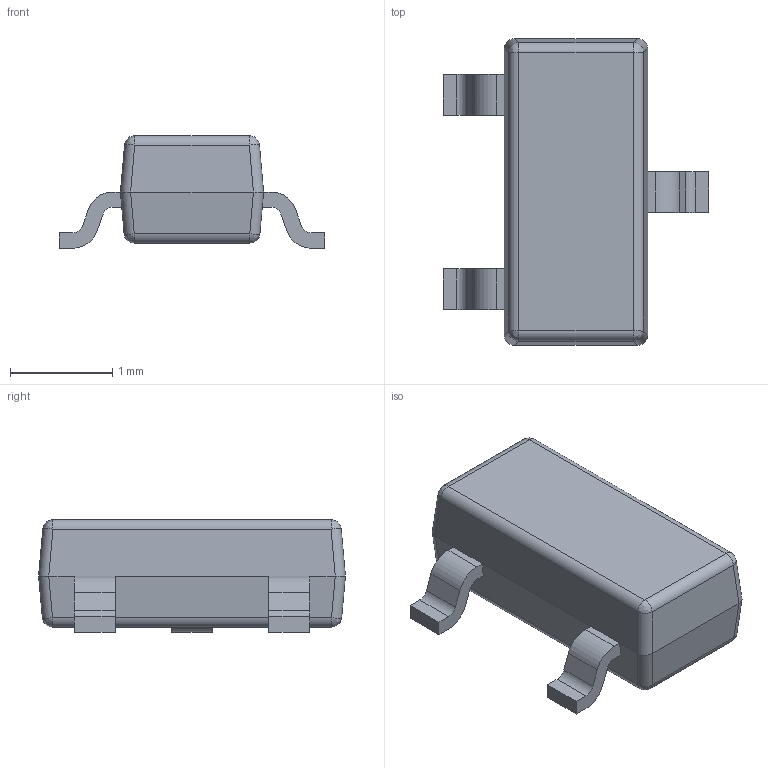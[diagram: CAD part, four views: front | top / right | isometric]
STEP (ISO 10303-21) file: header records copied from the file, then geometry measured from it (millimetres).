
FILE_DESCRIPTION(('FreeCAD Model'),'2;1');
FILE_NAME('SOT_23.step','2017-04-12T12:19:17',( 'Author'),(''),'Open CASCADE STEP processor 6.8','FreeCAD','Unknown' );
FILE_SCHEMA(('AUTOMOTIVE_DESIGN_CC2 { 1 2 10303 214 -1 1 5 4 }'));
Length unit declared in the file: millimetre
Products named in the file (2): ASSEMBLY; SOT_23
Assembly tree (1 placements, depth 2):
  ASSEMBLY
    SOT_23
Bounding box: 2.6 x 3 x 1.1 mm (x, y, z)
Volume: 4.3 mm3; surface area: 18.6 mm2
Topology: 1 solids, 1 shells, 73 faces, 183 edges, 104 vertices
Faces by surface type: plane 37, cylinder 28, bspline 8
Entity records: 8022 total; most frequent: CARTESIAN_POINT 4188, DIRECTION 555, ORIENTED_EDGE 350, PCURVE 350, DEFINITIONAL_REPRESENTATION 350, LINE 313, VECTOR 313, EDGE_CURVE 175
